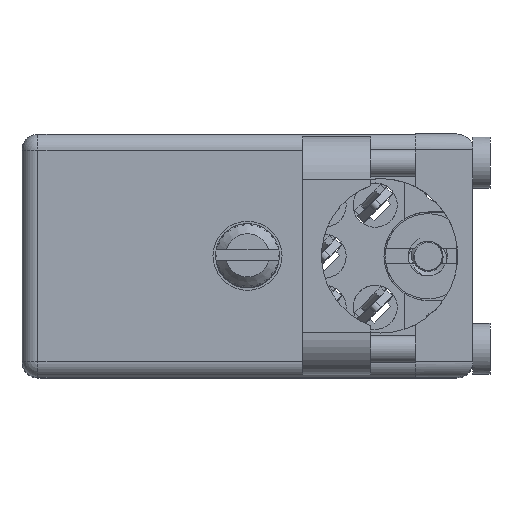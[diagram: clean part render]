
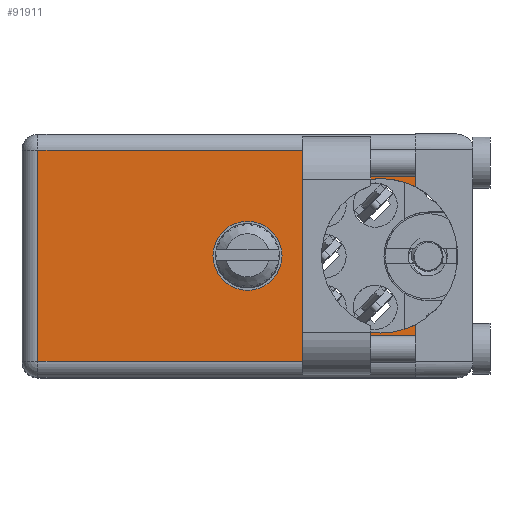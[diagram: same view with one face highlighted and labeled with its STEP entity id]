
A CAD part, top view. The second image highlights one B-rep face of the part: STEP entity #91911.
In plain terms, the highlighted face is planar.
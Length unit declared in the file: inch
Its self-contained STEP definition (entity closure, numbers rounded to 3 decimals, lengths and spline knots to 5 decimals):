
#73 = VECTOR ( 'NONE', #38266, 39.37008 ) ;
#2488 = EDGE_CURVE ( 'NONE', #186200, #6775, #131308, .T. ) ;
#2506 = AXIS2_PLACEMENT_3D ( 'NONE', #37301, #188004, #66952 ) ;
#5096 = VERTEX_POINT ( 'NONE', #185715 ) ;
#6581 = CARTESIAN_POINT ( 'NONE',  ( 1.053, 0.906, -0.5845 ) ) ;
#6584 = VERTEX_POINT ( 'NONE', #125646 ) ;
#6625 = CARTESIAN_POINT ( 'NONE',  ( 0.6625, 0.906, -0.3575 ) ) ;
#6775 = VERTEX_POINT ( 'NONE', #165549 ) ;
#7270 = DIRECTION ( 'NONE',  ( 0., 0., 1. ) ) ;
#8615 = ORIENTED_EDGE ( 'NONE', *, *, #147488, .F. ) ;
#9497 = DIRECTION ( 'NONE',  ( -1., 0., 0. ) ) ;
#10494 = VECTOR ( 'NONE', #40525, 39.37008 ) ;
#10856 = CARTESIAN_POINT ( 'NONE',  ( 0.047, 0.906, -0.715 ) ) ;
#11967 = CARTESIAN_POINT ( 'NONE',  ( 0.6625, 0.906, -0.3575 ) ) ;
#12578 = AXIS2_PLACEMENT_3D ( 'NONE', #55501, #102159, #117287 ) ;
#12683 = DIRECTION ( 'NONE',  ( 0., 1., 0. ) ) ;
#14979 = DIRECTION ( 'NONE',  ( 0., 0., 1. ) ) ;
#16908 = ORIENTED_EDGE ( 'NONE', *, *, #114250, .F. ) ;
#17093 = EDGE_CURVE ( 'NONE', #50567, #5096, #178509, .T. ) ;
#18107 = AXIS2_PLACEMENT_3D ( 'NONE', #45818, #119515, #151097 ) ;
#20558 = VERTEX_POINT ( 'NONE', #133329 ) ;
#28642 = EDGE_LOOP ( 'NONE', ( #147715, #81290, #121790, #78500, #135738, #8615, #184336, #43881 ) ) ;
#30671 = CARTESIAN_POINT ( 'NONE',  ( 1.155, 0.906, -0.047 ) ) ;
#32626 = DIRECTION ( 'NONE',  ( 1., 0., 0. ) ) ;
#34770 = VECTOR ( 'NONE', #32626, 39.37008 ) ;
#37301 = CARTESIAN_POINT ( 'NONE',  ( 1.053, 0.906, -0.3575 ) ) ;
#38065 = CIRCLE ( 'NONE', #12578, 0.227 ) ;
#38266 = DIRECTION ( 'NONE',  ( 0., 0., 1. ) ) ;
#38902 = LINE ( 'NONE', #134790, #128447 ) ;
#40525 = DIRECTION ( 'NONE',  ( 0., 0., 1. ) ) ;
#43881 = ORIENTED_EDGE ( 'NONE', *, *, #89653, .F. ) ;
#44304 = CARTESIAN_POINT ( 'NONE',  ( 0., 0.906, -0.715 ) ) ;
#45818 = CARTESIAN_POINT ( 'NONE',  ( 1.053, 0.906, -0.3575 ) ) ;
#47484 = VERTEX_POINT ( 'NONE', #47792 ) ;
#47792 = CARTESIAN_POINT ( 'NONE',  ( 1.155, 0.906, -0.047 ) ) ;
#50228 = VECTOR ( 'NONE', #9497, 39.37008 ) ;
#50567 = VERTEX_POINT ( 'NONE', #6581 ) ;
#52715 = DIRECTION ( 'NONE',  ( 0., 1., 0. ) ) ;
#54310 = LINE ( 'NONE', #112636, #73 ) ;
#54976 = EDGE_CURVE ( 'NONE', #145630, #47484, #152624, .T. ) ;
#55501 = CARTESIAN_POINT ( 'NONE',  ( 1.053, 0.906, -0.3575 ) ) ;
#55774 = AXIS2_PLACEMENT_3D ( 'NONE', #11967, #117271, #87719 ) ;
#58222 = EDGE_CURVE ( 'NONE', #112529, #77484, #38902, .T. ) ;
#66952 = DIRECTION ( 'NONE',  ( 0., 0., 1. ) ) ;
#71593 = CARTESIAN_POINT ( 'NONE',  ( 1.155, 0.906, -0.668 ) ) ;
#77484 = VERTEX_POINT ( 'NONE', #194105 ) ;
#78500 = ORIENTED_EDGE ( 'NONE', *, *, #54976, .T. ) ;
#81229 = LINE ( 'NONE', #10856, #10494 ) ;
#81290 = ORIENTED_EDGE ( 'NONE', *, *, #141603, .T. ) ;
#83430 = EDGE_CURVE ( 'NONE', #20558, #47484, #54310, .T. ) ;
#87719 = DIRECTION ( 'NONE',  ( 0., 0., 1. ) ) ;
#89653 = EDGE_CURVE ( 'NONE', #77484, #50567, #38065, .T. ) ;
#91911 = ADVANCED_FACE ( 'NONE', ( #108592, #101541 ), #161412, .T. ) ;
#101535 = EDGE_CURVE ( 'NONE', #6584, #145630, #81229, .T. ) ;
#101541 = FACE_BOUND ( 'NONE', #160942, .T. ) ;
#102159 = DIRECTION ( 'NONE',  ( 0., 1., 0. ) ) ;
#108592 = FACE_OUTER_BOUND ( 'NONE', #28642, .T. ) ;
#112529 = VERTEX_POINT ( 'NONE', #71593 ) ;
#112636 = CARTESIAN_POINT ( 'NONE',  ( 1.155, 0.906, 0. ) ) ;
#114250 = EDGE_CURVE ( 'NONE', #6775, #186200, #156767, .T. ) ;
#117271 = DIRECTION ( 'NONE',  ( 0., 1., 0. ) ) ;
#117287 = DIRECTION ( 'NONE',  ( 0., 0., 1. ) ) ;
#119515 = DIRECTION ( 'NONE',  ( 0., 1., 0. ) ) ;
#121790 = ORIENTED_EDGE ( 'NONE', *, *, #101535, .T. ) ;
#125646 = CARTESIAN_POINT ( 'NONE',  ( 0.047, 0.906, -0.668 ) ) ;
#128447 = VECTOR ( 'NONE', #14979, 39.37008 ) ;
#131308 = CIRCLE ( 'NONE', #55774, 0.1015 ) ;
#131417 = AXIS2_PLACEMENT_3D ( 'NONE', #6625, #52715, #7270 ) ;
#132377 = CARTESIAN_POINT ( 'NONE',  ( 0.6625, 0.906, -0.256 ) ) ;
#133329 = CARTESIAN_POINT ( 'NONE',  ( 1.155, 0.906, -0.15471 ) ) ;
#134790 = CARTESIAN_POINT ( 'NONE',  ( 1.155, 0.906, 0. ) ) ;
#135738 = ORIENTED_EDGE ( 'NONE', *, *, #83430, .F. ) ;
#141603 = EDGE_CURVE ( 'NONE', #112529, #6584, #189146, .T. ) ;
#145630 = VERTEX_POINT ( 'NONE', #175578 ) ;
#147488 = EDGE_CURVE ( 'NONE', #5096, #20558, #150682, .T. ) ;
#147715 = ORIENTED_EDGE ( 'NONE', *, *, #58222, .F. ) ;
#149591 = DIRECTION ( 'NONE',  ( 0., 0., 1. ) ) ;
#150682 = CIRCLE ( 'NONE', #18107, 0.227 ) ;
#151097 = DIRECTION ( 'NONE',  ( 0., 0., 1. ) ) ;
#152624 = LINE ( 'NONE', #30671, #34770 ) ;
#156767 = CIRCLE ( 'NONE', #131417, 0.1015 ) ;
#157890 = AXIS2_PLACEMENT_3D ( 'NONE', #44304, #12683, #149591 ) ;
#160942 = EDGE_LOOP ( 'NONE', ( #181669, #16908 ) ) ;
#161412 = PLANE ( 'NONE',  #157890 ) ;
#165549 = CARTESIAN_POINT ( 'NONE',  ( 0.6625, 0.906, -0.459 ) ) ;
#175578 = CARTESIAN_POINT ( 'NONE',  ( 0.047, 0.906, -0.047 ) ) ;
#178509 = CIRCLE ( 'NONE', #2506, 0.227 ) ;
#181669 = ORIENTED_EDGE ( 'NONE', *, *, #2488, .F. ) ;
#184336 = ORIENTED_EDGE ( 'NONE', *, *, #17093, .F. ) ;
#185715 = CARTESIAN_POINT ( 'NONE',  ( 1.053, 0.906, -0.1305 ) ) ;
#186200 = VERTEX_POINT ( 'NONE', #132377 ) ;
#187915 = CARTESIAN_POINT ( 'NONE',  ( 0., 0.906, -0.668 ) ) ;
#188004 = DIRECTION ( 'NONE',  ( 0., 1., 0. ) ) ;
#189146 = LINE ( 'NONE', #187915, #50228 ) ;
#194105 = CARTESIAN_POINT ( 'NONE',  ( 1.155, 0.906, -0.56029 ) ) ;
